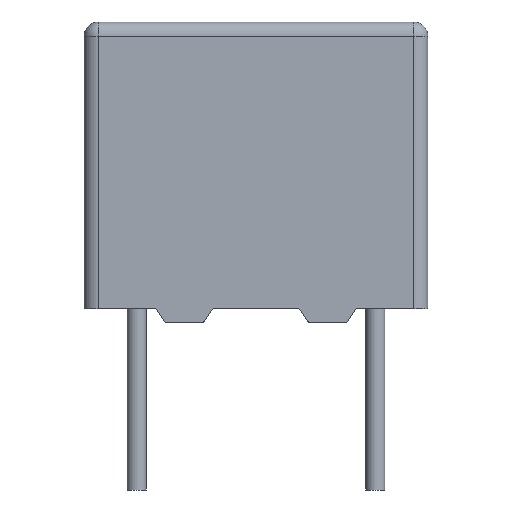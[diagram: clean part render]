
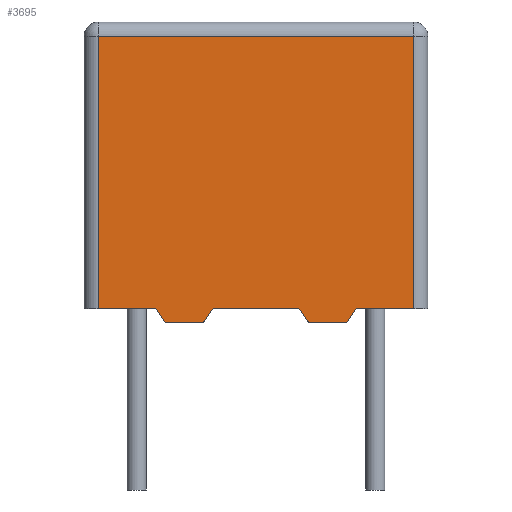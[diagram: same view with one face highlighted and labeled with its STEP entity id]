
A CAD part, front view. The second image highlights one B-rep face of the part: STEP entity #3695.
In plain terms, the highlighted planar face has unit normal (0, -1, 0).
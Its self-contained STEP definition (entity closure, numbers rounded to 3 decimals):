
#5 = VERTEX_POINT ( 'NONE', #218 ) ;
#72 = VECTOR ( 'NONE', #486, 1000. ) ;
#94 = EDGE_CURVE ( 'NONE', #4555, #6847, #11662, .T. ) ;
#110 = EDGE_CURVE ( 'NONE', #6847, #968, #12487, .T. ) ;
#202 = VERTEX_POINT ( 'NONE', #7932 ) ;
#218 = CARTESIAN_POINT ( 'NONE',  ( -3.3, -1.25, 6. ) ) ;
#286 = LINE ( 'NONE', #11150, #3350 ) ;
#337 = VERTEX_POINT ( 'NONE', #10579 ) ;
#347 = VERTEX_POINT ( 'NONE', #7377 ) ;
#356 = DIRECTION ( 'NONE',  ( -1., 0., 0. ) ) ;
#370 = VECTOR ( 'NONE', #6299, 1000. ) ;
#412 = VERTEX_POINT ( 'NONE', #13008 ) ;
#471 = CARTESIAN_POINT ( 'NONE',  ( -1.846, -1.25, 0.1 ) ) ;
#480 = EDGE_CURVE ( 'NONE', #6248, #4555, #2837, .T. ) ;
#486 = DIRECTION ( 'NONE',  ( 1., 0., 0. ) ) ;
#560 = EDGE_CURVE ( 'NONE', #3168, #412, #2316, .T. ) ;
#593 = CARTESIAN_POINT ( 'NONE',  ( -3.6, -1.25, 0.3 ) ) ;
#640 = EDGE_CURVE ( 'NONE', #202, #12787, #12453, .T. ) ;
#670 = VECTOR ( 'NONE', #356, 1000. ) ;
#968 = VERTEX_POINT ( 'NONE', #13144 ) ;
#1288 = DIRECTION ( 'NONE',  ( 0., -1., 0. ) ) ;
#1340 = ORIENTED_EDGE ( 'NONE', *, *, #3143, .T. ) ;
#1443 = CARTESIAN_POINT ( 'NONE',  ( -1.846, -1.25, 0. ) ) ;
#1466 = LINE ( 'NONE', #5355, #370 ) ;
#1681 = CARTESIAN_POINT ( 'NONE',  ( 2.1, -1.25, 0.3 ) ) ;
#1740 = ORIENTED_EDGE ( 'NONE', *, *, #5333, .T. ) ;
#1804 = ORIENTED_EDGE ( 'NONE', *, *, #94, .T. ) ;
#1808 = EDGE_CURVE ( 'NONE', #968, #337, #5795, .T. ) ;
#2096 = DIRECTION ( 'NONE',  ( 0., 0., 1. ) ) ;
#2134 = LINE ( 'NONE', #9290, #7846 ) ;
#2287 = LINE ( 'NONE', #9585, #670 ) ;
#2316 = CIRCLE ( 'NONE', #7492, 0.1 ) ;
#2404 = DIRECTION ( 'NONE',  ( 0., -1., 0. ) ) ;
#2407 = DIRECTION ( 'NONE',  ( 0., 0., 1. ) ) ;
#2614 = CARTESIAN_POINT ( 'NONE',  ( 3.3, -1.25, 6. ) ) ;
#2624 = DIRECTION ( 'NONE',  ( 1., 0., 0. ) ) ;
#2664 = ORIENTED_EDGE ( 'NONE', *, *, #12349, .T. ) ;
#2733 = CARTESIAN_POINT ( 'NONE',  ( -3.3, -1.25, 0.3 ) ) ;
#2747 = VECTOR ( 'NONE', #5948, 1000. ) ;
#2780 = EDGE_CURVE ( 'NONE', #347, #7447, #9521, .T. ) ;
#2837 = LINE ( 'NONE', #8024, #2747 ) ;
#2881 = DIRECTION ( 'NONE',  ( 0., 1., 0. ) ) ;
#2948 = CARTESIAN_POINT ( 'NONE',  ( -3.6, -1.25, 6.3 ) ) ;
#2984 = CARTESIAN_POINT ( 'NONE',  ( -1.07, -1.25, 0.045 ) ) ;
#3143 = EDGE_CURVE ( 'NONE', #12787, #5610, #9877, .T. ) ;
#3168 = VERTEX_POINT ( 'NONE', #7654 ) ;
#3243 = VECTOR ( 'NONE', #7328, 1000. ) ;
#3350 = VECTOR ( 'NONE', #9968, 1000. ) ;
#3443 = DIRECTION ( 'NONE',  ( 0., -1., 0. ) ) ;
#3519 = CARTESIAN_POINT ( 'NONE',  ( 0.9, -1.25, 0.3 ) ) ;
#3695 = ADVANCED_FACE ( 'NONE', ( #4826 ), #12178, .F. ) ;
#3989 = VECTOR ( 'NONE', #9816, 1000. ) ;
#4013 = AXIS2_PLACEMENT_3D ( 'NONE', #2948, #2881, #13183 ) ;
#4413 = CARTESIAN_POINT ( 'NONE',  ( -1.93, -1.25, 0.045 ) ) ;
#4543 = CARTESIAN_POINT ( 'NONE',  ( 2.1, -1.25, 0.3 ) ) ;
#4555 = VERTEX_POINT ( 'NONE', #9110 ) ;
#4664 = DIRECTION ( 'NONE',  ( 0., 0., -1. ) ) ;
#4826 = FACE_OUTER_BOUND ( 'NONE', #10662, .T. ) ;
#4869 = LINE ( 'NONE', #5752, #8879 ) ;
#4883 = DIRECTION ( 'NONE',  ( 1., 0., 0. ) ) ;
#5185 = CARTESIAN_POINT ( 'NONE',  ( 1.154, -1.25, 0.1 ) ) ;
#5333 = EDGE_CURVE ( 'NONE', #13269, #3168, #286, .T. ) ;
#5355 = CARTESIAN_POINT ( 'NONE',  ( 1.846, -1.25, 0. ) ) ;
#5470 = DIRECTION ( 'NONE',  ( 0., 0., 1. ) ) ;
#5523 = ORIENTED_EDGE ( 'NONE', *, *, #8154, .T. ) ;
#5578 = CARTESIAN_POINT ( 'NONE',  ( -2.1, -1.25, 0.3 ) ) ;
#5581 = EDGE_CURVE ( 'NONE', #337, #13263, #11352, .T. ) ;
#5610 = VERTEX_POINT ( 'NONE', #1681 ) ;
#5752 = CARTESIAN_POINT ( 'NONE',  ( -3.3, -1.25, 6.3 ) ) ;
#5795 = LINE ( 'NONE', #1443, #72 ) ;
#5798 = CARTESIAN_POINT ( 'NONE',  ( -3.6, -1.25, 0.3 ) ) ;
#5813 = ORIENTED_EDGE ( 'NONE', *, *, #12910, .T. ) ;
#5840 = EDGE_CURVE ( 'NONE', #412, #202, #1466, .T. ) ;
#5948 = DIRECTION ( 'NONE',  ( 1., 0., 0. ) ) ;
#6248 = VERTEX_POINT ( 'NONE', #2733 ) ;
#6275 = ORIENTED_EDGE ( 'NONE', *, *, #480, .T. ) ;
#6278 = CARTESIAN_POINT ( 'NONE',  ( 3.3, -1.25, 6.3 ) ) ;
#6299 = DIRECTION ( 'NONE',  ( 1., 0., 0. ) ) ;
#6514 = ORIENTED_EDGE ( 'NONE', *, *, #1808, .T. ) ;
#6524 = DIRECTION ( 'NONE',  ( 0., 0., 1. ) ) ;
#6731 = CARTESIAN_POINT ( 'NONE',  ( 1.93, -1.25, 0.045 ) ) ;
#6847 = VERTEX_POINT ( 'NONE', #4413 ) ;
#7029 = VECTOR ( 'NONE', #5470, 1000. ) ;
#7328 = DIRECTION ( 'NONE',  ( 0.555, 0., -0.832 ) ) ;
#7377 = CARTESIAN_POINT ( 'NONE',  ( 3.3, -1.25, 0.3 ) ) ;
#7447 = VERTEX_POINT ( 'NONE', #2614 ) ;
#7492 = AXIS2_PLACEMENT_3D ( 'NONE', #5185, #12469, #2096 ) ;
#7654 = CARTESIAN_POINT ( 'NONE',  ( 1.07, -1.25, 0.045 ) ) ;
#7672 = ORIENTED_EDGE ( 'NONE', *, *, #5581, .T. ) ;
#7756 = AXIS2_PLACEMENT_3D ( 'NONE', #471, #1288, #2407 ) ;
#7846 = VECTOR ( 'NONE', #11332, 1000. ) ;
#7867 = ORIENTED_EDGE ( 'NONE', *, *, #2780, .T. ) ;
#7932 = CARTESIAN_POINT ( 'NONE',  ( 1.846, -1.25, 0. ) ) ;
#8024 = CARTESIAN_POINT ( 'NONE',  ( -3.6, -1.25, 0.3 ) ) ;
#8154 = EDGE_CURVE ( 'NONE', #7447, #5, #2287, .T. ) ;
#8879 = VECTOR ( 'NONE', #4664, 1000. ) ;
#9110 = CARTESIAN_POINT ( 'NONE',  ( -2.1, -1.25, 0.3 ) ) ;
#9133 = VECTOR ( 'NONE', #2624, 1000. ) ;
#9290 = CARTESIAN_POINT ( 'NONE',  ( -1.07, -1.25, 0.045 ) ) ;
#9512 = DIRECTION ( 'NONE',  ( 0., 0., 1. ) ) ;
#9521 = LINE ( 'NONE', #6278, #7029 ) ;
#9542 = VECTOR ( 'NONE', #4883, 1000. ) ;
#9585 = CARTESIAN_POINT ( 'NONE',  ( -3.6, -1.25, 6. ) ) ;
#9699 = VERTEX_POINT ( 'NONE', #12690 ) ;
#9780 = CARTESIAN_POINT ( 'NONE',  ( 1.846, -1.25, 0.1 ) ) ;
#9816 = DIRECTION ( 'NONE',  ( 0.555, 0., 0.832 ) ) ;
#9820 = ORIENTED_EDGE ( 'NONE', *, *, #5840, .T. ) ;
#9825 = AXIS2_PLACEMENT_3D ( 'NONE', #11660, #2404, #6524 ) ;
#9877 = LINE ( 'NONE', #4543, #3989 ) ;
#9904 = ORIENTED_EDGE ( 'NONE', *, *, #640, .T. ) ;
#9968 = DIRECTION ( 'NONE',  ( 0.555, 0., -0.832 ) ) ;
#10018 = LINE ( 'NONE', #593, #9542 ) ;
#10579 = CARTESIAN_POINT ( 'NONE',  ( -1.154, -1.25, 0. ) ) ;
#10662 = EDGE_LOOP ( 'NONE', ( #6275, #1804, #11506, #6514, #7672, #5813, #2664, #1740, #12901, #9820, #9904, #1340, #11543, #7867, #5523, #10720 ) ) ;
#10720 = ORIENTED_EDGE ( 'NONE', *, *, #11465, .T. ) ;
#11150 = CARTESIAN_POINT ( 'NONE',  ( 1.07, -1.25, 0.045 ) ) ;
#11332 = DIRECTION ( 'NONE',  ( 0.555, 0., 0.832 ) ) ;
#11352 = CIRCLE ( 'NONE', #9825, 0.1 ) ;
#11465 = EDGE_CURVE ( 'NONE', #5, #6248, #4869, .T. ) ;
#11506 = ORIENTED_EDGE ( 'NONE', *, *, #110, .T. ) ;
#11543 = ORIENTED_EDGE ( 'NONE', *, *, #11924, .T. ) ;
#11605 = AXIS2_PLACEMENT_3D ( 'NONE', #9780, #3443, #9512 ) ;
#11660 = CARTESIAN_POINT ( 'NONE',  ( -1.154, -1.25, 0.1 ) ) ;
#11662 = LINE ( 'NONE', #5578, #3243 ) ;
#11746 = LINE ( 'NONE', #5798, #9133 ) ;
#11924 = EDGE_CURVE ( 'NONE', #5610, #347, #10018, .T. ) ;
#12178 = PLANE ( 'NONE',  #4013 ) ;
#12349 = EDGE_CURVE ( 'NONE', #9699, #13269, #11746, .T. ) ;
#12453 = CIRCLE ( 'NONE', #11605, 0.1 ) ;
#12469 = DIRECTION ( 'NONE',  ( 0., -1., 0. ) ) ;
#12487 = CIRCLE ( 'NONE', #7756, 0.1 ) ;
#12690 = CARTESIAN_POINT ( 'NONE',  ( -0.9, -1.25, 0.3 ) ) ;
#12787 = VERTEX_POINT ( 'NONE', #6731 ) ;
#12901 = ORIENTED_EDGE ( 'NONE', *, *, #560, .T. ) ;
#12910 = EDGE_CURVE ( 'NONE', #13263, #9699, #2134, .T. ) ;
#13008 = CARTESIAN_POINT ( 'NONE',  ( 1.154, -1.25, 0. ) ) ;
#13144 = CARTESIAN_POINT ( 'NONE',  ( -1.846, -1.25, 0. ) ) ;
#13183 = DIRECTION ( 'NONE',  ( 0., 0., 1. ) ) ;
#13263 = VERTEX_POINT ( 'NONE', #2984 ) ;
#13269 = VERTEX_POINT ( 'NONE', #3519 ) ;
